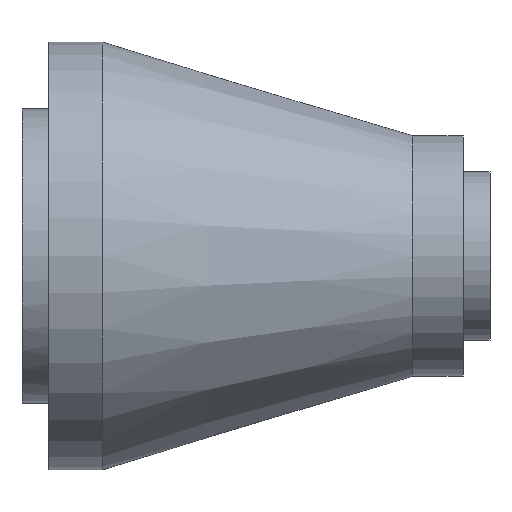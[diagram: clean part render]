
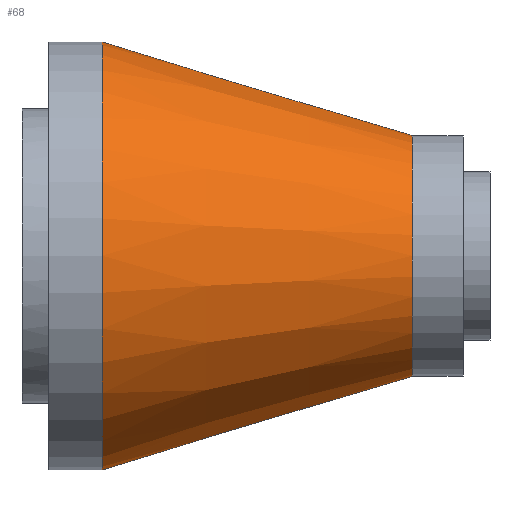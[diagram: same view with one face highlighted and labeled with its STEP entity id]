
A CAD part, top view. The second image highlights one B-rep face of the part: STEP entity #68.
In plain terms, the highlighted conical face has half-angle 16.79 degrees and reference radius 45 mm.
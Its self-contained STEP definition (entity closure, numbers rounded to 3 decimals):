
#68 = ADVANCED_FACE( '', ( #170, #171 ), #172, .T. );
#170 = FACE_OUTER_BOUND( '', #329, .T. );
#171 = FACE_BOUND( '', #330, .T. );
#172 = CONICAL_SURFACE( '', #331, 45., 0.293 );
#329 = EDGE_LOOP( '', ( #487 ) );
#330 = EDGE_LOOP( '', ( #488 ) );
#331 = AXIS2_PLACEMENT_3D( '', #489, #490, #491 );
#487 = ORIENTED_EDGE( '', *, *, #860, .T. );
#488 = ORIENTED_EDGE( '', *, *, #861, .F. );
#489 = CARTESIAN_POINT( '', ( 146., 0., 0. ) );
#490 = DIRECTION( '', ( -1., 0., 0. ) );
#491 = DIRECTION( '', ( 0., 0., 1. ) );
#860 = EDGE_CURVE( '', #1010, #1010, #1011, .T. );
#861 = EDGE_CURVE( '', #1012, #1012, #1013, .T. );
#1010 = VERTEX_POINT( '', #1228 );
#1011 = CIRCLE( '', #1229, 80. );
#1012 = VERTEX_POINT( '', #1230 );
#1013 = CIRCLE( '', #1231, 45. );
#1228 = CARTESIAN_POINT( '', ( 30., 0., -80. ) );
#1229 = AXIS2_PLACEMENT_3D( '', #2168, #2169, #2170 );
#1230 = CARTESIAN_POINT( '', ( 146., 0., -45. ) );
#1231 = AXIS2_PLACEMENT_3D( '', #2171, #2172, #2173 );
#2168 = CARTESIAN_POINT( '', ( 30., 0., 0. ) );
#2169 = DIRECTION( '', ( 1., 0., 0. ) );
#2170 = DIRECTION( '', ( 0., 0., -1. ) );
#2171 = CARTESIAN_POINT( '', ( 146., 0., 0. ) );
#2172 = DIRECTION( '', ( 1., 0., 0. ) );
#2173 = DIRECTION( '', ( 0., 0., -1. ) );
